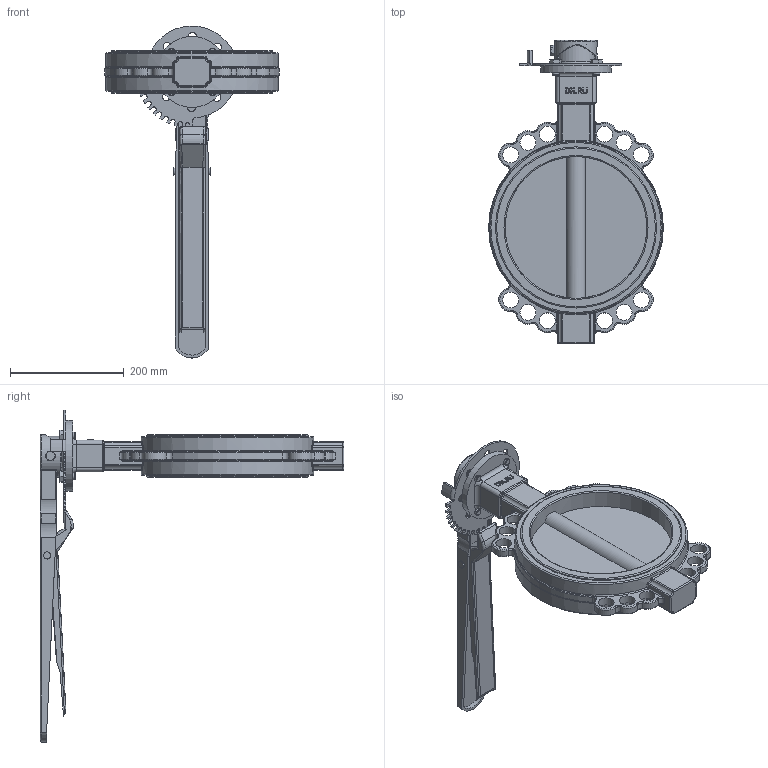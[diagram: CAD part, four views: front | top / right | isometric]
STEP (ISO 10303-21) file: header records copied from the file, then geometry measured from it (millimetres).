
FILE_DESCRIPTION(/* description */ (''),/* implementation_level */ '2;1');
FILE_NAME(/* name */ 'DN250_3D_STEP.stp',/* time_stamp */ '2025-09-03T01:50:57+03:00',/* author */ ('igorr'),/* organization */ (''),/* preprocessor_version */ 'ST-DEVELOPER v20',/* originating_system */ 'Autodesk Inventor 2025',/* authorisation */ '');
FILE_SCHEMA (('AUTOMOTIVE_DESIGN { 1 0 10303 214 3 1 1 }'));
Length unit declared in the file: millimetre
Products named in the file (9): Сборка; Деталь; Сборка1; Деталь3; Деталь4; Деталь5; AS 1110 - M10 x 16; AS 1110 - M5 x 10; AS 1110 - M12 x 20
Assembly tree (11 placements, depth 3):
  Сборка
    Деталь
    AS 1110 - M12 x 20  x4
    Сборка1
      Деталь3
      Деталь4
      Деталь5
      AS 1110 - M10 x 16
    AS 1110 - M5 x 10
Bounding box: 308 x 535 x 584.99 mm (x, y, z)
Volume: 3728522.2 mm3; surface area: 621946.5 mm2
Topology: 11 solids, 11 shells, 808 faces, 2006 edges, 1224 vertices
Faces by surface type: plane 289, cylinder 233, bspline 115, torus 111, cone 44, sphere 16
Full cylindrical faces by diameter (mm): 5 x1, 8 x1, 10 x1, 12 x8, 12.6 x3, 16 x1, 18 x4, 28 x12, 35 x1, 69.014 x1, 70.56 x1, 75.6 x1, 125 x1, 250 x1, 284 x2, 304 x2
Entity records: 26583 total; most frequent: CARTESIAN_POINT 8123, DIRECTION 3696, ORIENTED_EDGE 3684, EDGE_CURVE 1842, AXIS2_PLACEMENT_3D 1452, VERTEX_POINT 1134, EDGE_LOOP 814, LINE 792
